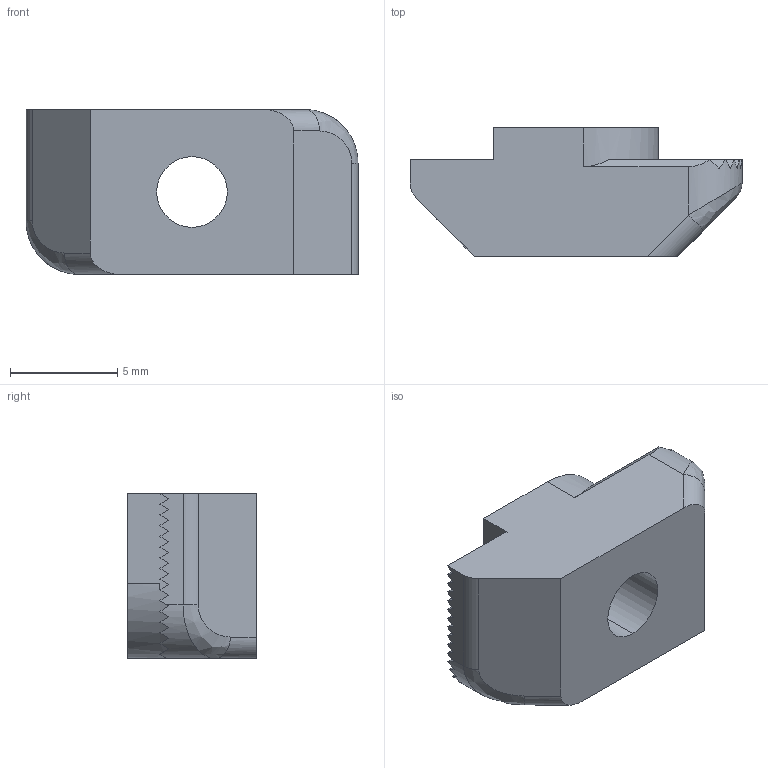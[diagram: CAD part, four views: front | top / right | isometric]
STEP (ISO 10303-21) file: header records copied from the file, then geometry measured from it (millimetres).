
FILE_DESCRIPTION (( 'STEP AP203' ), '1' );
FILE_NAME ('084.302.022.STEP', '2015-02-10T12:41:58', ( '' ), ( '' ), 'SwSTEP 2.0', 'SolidWorks 2012', '' );
FILE_SCHEMA (( 'CONFIG_CONTROL_DESIGN' ));
Length unit declared in the file: millimetre
Products named in the file (1): 084.302.022
Bounding box: 15.5 x 6 x 7.7 mm (x, y, z)
Volume: 478 mm3; surface area: 529.6 mm2
Topology: 1 solids, 1 shells, 86 faces, 246 edges, 162 vertices
Faces by surface type: plane 74, cylinder 10, bspline 2
Entity records: 2887 total; most frequent: CARTESIAN_POINT 715, ORIENTED_EDGE 492, DIRECTION 376, EDGE_CURVE 246, VECTOR 178, LINE 178, VERTEX_POINT 162, AXIS2_PLACEMENT_3D 99
